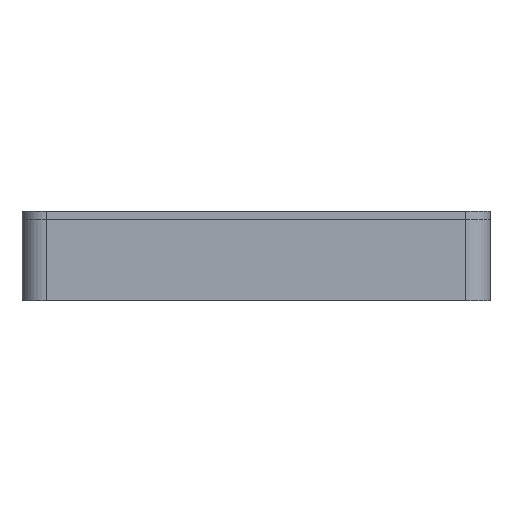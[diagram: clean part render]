
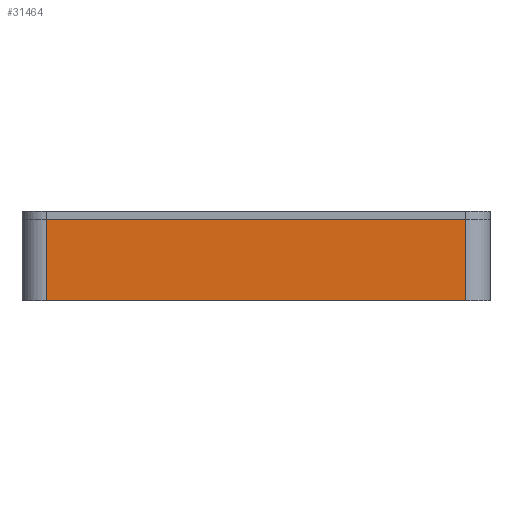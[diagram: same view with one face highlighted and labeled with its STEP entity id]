
A CAD part, left-side view. The second image highlights one B-rep face of the part: STEP entity #31464.
In plain terms, the highlighted planar face has unit normal (-1, 0, 0).
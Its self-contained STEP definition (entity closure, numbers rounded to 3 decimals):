
#1805=PLANE('',#34406);
#4755=LINE('',#52789,#7866);
#4929=LINE('',#53255,#8040);
#4947=LINE('',#53307,#8058);
#4961=LINE('',#53342,#8072);
#7866=VECTOR('',#42519,10.);
#8040=VECTOR('',#42943,10.);
#8058=VECTOR('',#42999,10.);
#8072=VECTOR('',#43043,10.);
#9966=FACE_OUTER_BOUND('',#11832,.T.);
#11832=EDGE_LOOP('',(#29029,#29030,#29031,#29032));
#15860=VERTEX_POINT('',#52786);
#15861=VERTEX_POINT('',#52788);
#15994=VERTEX_POINT('',#53254);
#16008=VERTEX_POINT('',#53304);
#20110=EDGE_CURVE('',#15861,#15860,#4755,.T.);
#20327=EDGE_CURVE('',#15994,#15861,#4929,.T.);
#20353=EDGE_CURVE('',#15860,#16008,#4947,.T.);
#20371=EDGE_CURVE('',#15994,#16008,#4961,.T.);
#29029=ORIENTED_EDGE('',*,*,#20371,.F.);
#29030=ORIENTED_EDGE('',*,*,#20327,.T.);
#29031=ORIENTED_EDGE('',*,*,#20110,.T.);
#29032=ORIENTED_EDGE('',*,*,#20353,.T.);
#31464=ADVANCED_FACE('',(#9966),#1805,.F.);
#34406=AXIS2_PLACEMENT_3D('',#53341,#43041,#43042);
#42519=DIRECTION('',(0.,-1.,0.));
#42943=DIRECTION('',(0.,0.,-1.));
#42999=DIRECTION('',(0.,0.,1.));
#43041=DIRECTION('center_axis',(1.,0.,0.));
#43042=DIRECTION('ref_axis',(0.,1.,0.));
#43043=DIRECTION('',(0.,-1.,0.));
#52786=CARTESIAN_POINT('',(116.75,-80.,-10.));
#52788=CARTESIAN_POINT('',(116.75,-2.,-10.));
#52789=CARTESIAN_POINT('',(116.75,-11.,-10.));
#53254=CARTESIAN_POINT('',(116.75,-2.,5.1));
#53255=CARTESIAN_POINT('',(116.75,-2.,5.1));
#53304=CARTESIAN_POINT('',(116.75,-80.,5.1));
#53307=CARTESIAN_POINT('',(116.75,-80.,-10.));
#53341=CARTESIAN_POINT('Origin',(116.75,-80.,-10.));
#53342=CARTESIAN_POINT('',(116.75,-2.,5.1));
